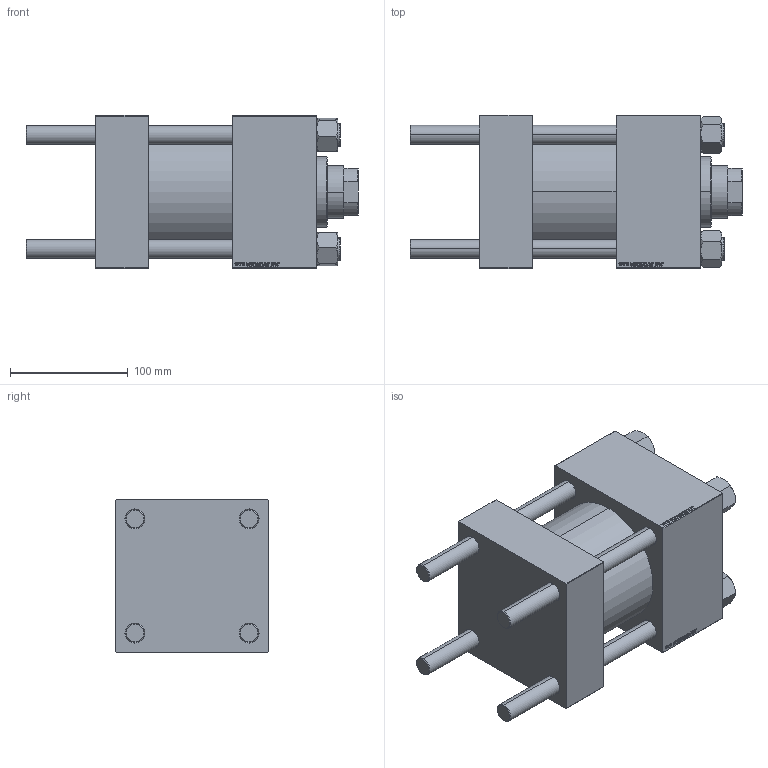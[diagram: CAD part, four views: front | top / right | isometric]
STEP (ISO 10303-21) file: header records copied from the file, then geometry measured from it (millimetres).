
FILE_DESCRIPTION (( 'STEP AP203' ), '1' );
FILE_NAME ('b1a7.STEP', '2022-04-14T10:06:58', ( '' ), ( '' ), 'SwSTEP 2.0', 'SolidWorks 2019', '' );
FILE_SCHEMA (( 'CONFIG_CONTROL_DESIGN' ));
Length unit declared in the file: millimetre
Products named in the file (6): V215CR_BODY_A 1d72f92594832b923c57468e65a0d906; NUT_M5 1d72f92594832b923c57468e65a0d906; V215_VC_A 1d72f92594832b923c57468e65a0d906; b1a7; CR025_012_A_0_G_A_G_M_020_+#_##_TYCINKA 1d72f92594832b923c57468e65a0d906; V215CR_VCP 1d72f92594832b923c57468e65a0d906
Assembly tree (11 placements, depth 2):
  b1a7
    V215CR_BODY_A 1d72f92594832b923c57468e65a0d906
    CR025_012_A_0_G_A_G_M_020_+#_##_TYCINKA 1d72f92594832b923c57468e65a0d906  x4
    NUT_M5 1d72f92594832b923c57468e65a0d906  x4
    V215CR_VCP 1d72f92594832b923c57468e65a0d906
    V215_VC_A 1d72f92594832b923c57468e65a0d906
Bounding box: 282 x 130 x 130 mm (x, y, z)
Volume: 2497178.8 mm3; surface area: 354272.2 mm2
Topology: 11 solids, 11 shells, 1186 faces, 3014 edges, 1961 vertices
Faces by surface type: plane 568, bspline 392, cone 136, cylinder 82, torus 8
Entity records: 50488 total; most frequent: CARTESIAN_POINT 27192, ORIENTED_EDGE 5292, DIRECTION 3336, EDGE_CURVE 2646, VERTEX_POINT 1739, LINE 1610, VECTOR 1610, EDGE_LOOP 1161
